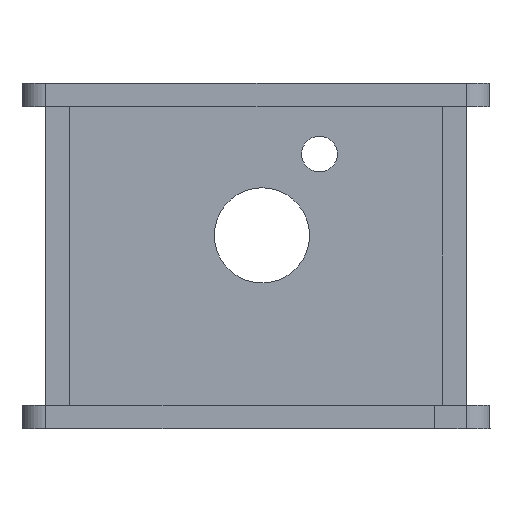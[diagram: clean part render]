
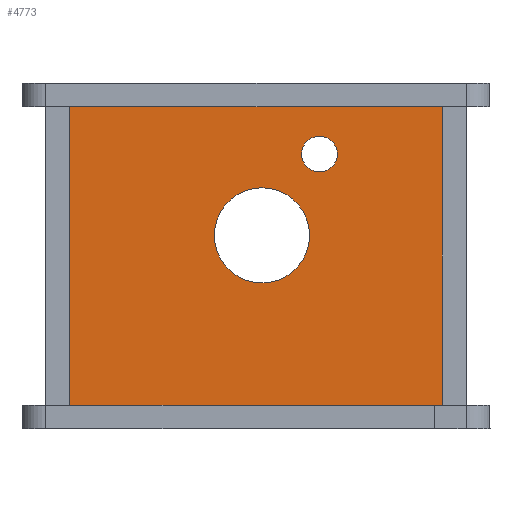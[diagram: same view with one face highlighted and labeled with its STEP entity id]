
A CAD part, left-side view. The second image highlights one B-rep face of the part: STEP entity #4773.
In plain terms, the highlighted planar face has unit normal (-1, 0, 0).
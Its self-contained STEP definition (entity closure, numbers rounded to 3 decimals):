
#55=FACE_BOUND('',#568,.T.);
#56=FACE_BOUND('',#569,.T.);
#118=PLANE('',#5088);
#325=FACE_OUTER_BOUND('',#567,.T.);
#567=EDGE_LOOP('',(#3365,#3366,#3367,#3368,#3369,#3370,#3371,#3372,#3373,
#3374,#3375,#3376,#3377,#3378,#3379,#3380,#3381,#3382,#3383,#3384,#3385,
#3386,#3387,#3388,#3389,#3390));
#568=EDGE_LOOP('',(#3391));
#569=EDGE_LOOP('',(#3392));
#867=LINE('',#6714,#1483);
#872=LINE('',#6732,#1488);
#875=LINE('',#6738,#1491);
#876=LINE('',#6741,#1492);
#877=LINE('',#6743,#1493);
#878=LINE('',#6745,#1494);
#879=LINE('',#6747,#1495);
#880=LINE('',#6749,#1496);
#881=LINE('',#6751,#1497);
#882=LINE('',#6753,#1498);
#883=LINE('',#6755,#1499);
#884=LINE('',#6757,#1500);
#885=LINE('',#6759,#1501);
#886=LINE('',#6761,#1502);
#887=LINE('',#6763,#1503);
#888=LINE('',#6765,#1504);
#889=LINE('',#6767,#1505);
#890=LINE('',#6769,#1506);
#891=LINE('',#6771,#1507);
#892=LINE('',#6773,#1508);
#893=LINE('',#6775,#1509);
#894=LINE('',#6777,#1510);
#895=LINE('',#6778,#1511);
#1483=VECTOR('',#5432,10.);
#1488=VECTOR('',#5451,10.);
#1491=VECTOR('',#5456,10.);
#1492=VECTOR('',#5459,10.);
#1493=VECTOR('',#5460,10.);
#1494=VECTOR('',#5461,10.);
#1495=VECTOR('',#5462,10.);
#1496=VECTOR('',#5463,10.);
#1497=VECTOR('',#5464,10.);
#1498=VECTOR('',#5465,10.);
#1499=VECTOR('',#5466,10.);
#1500=VECTOR('',#5467,10.);
#1501=VECTOR('',#5468,10.);
#1502=VECTOR('',#5469,10.);
#1503=VECTOR('',#5470,10.);
#1504=VECTOR('',#5471,10.);
#1505=VECTOR('',#5472,10.);
#1506=VECTOR('',#5473,10.);
#1507=VECTOR('',#5474,10.);
#1508=VECTOR('',#5475,10.);
#1509=VECTOR('',#5476,10.);
#1510=VECTOR('',#5477,10.);
#1511=VECTOR('',#5478,10.);
#2093=CIRCLE('',#5071,2.25);
#2096=CIRCLE('',#5075,6.);
#2098=CIRCLE('',#5078,0.25);
#2100=CIRCLE('',#5082,0.25);
#2102=CIRCLE('',#5085,0.25);
#2173=VERTEX_POINT('',#6689);
#2176=VERTEX_POINT('',#6697);
#2179=VERTEX_POINT('',#6704);
#2180=VERTEX_POINT('',#6706);
#2182=VERTEX_POINT('',#6712);
#2184=VERTEX_POINT('',#6718);
#2187=VERTEX_POINT('',#6725);
#2188=VERTEX_POINT('',#6727);
#2190=VERTEX_POINT('',#6736);
#2191=VERTEX_POINT('',#6740);
#2192=VERTEX_POINT('',#6742);
#2193=VERTEX_POINT('',#6744);
#2194=VERTEX_POINT('',#6746);
#2195=VERTEX_POINT('',#6748);
#2196=VERTEX_POINT('',#6750);
#2197=VERTEX_POINT('',#6752);
#2198=VERTEX_POINT('',#6754);
#2199=VERTEX_POINT('',#6756);
#2200=VERTEX_POINT('',#6758);
#2201=VERTEX_POINT('',#6760);
#2202=VERTEX_POINT('',#6762);
#2203=VERTEX_POINT('',#6764);
#2204=VERTEX_POINT('',#6766);
#2205=VERTEX_POINT('',#6768);
#2206=VERTEX_POINT('',#6770);
#2207=VERTEX_POINT('',#6772);
#2208=VERTEX_POINT('',#6774);
#2209=VERTEX_POINT('',#6776);
#2637=EDGE_CURVE('',#2173,#2173,#2093,.T.);
#2642=EDGE_CURVE('',#2176,#2176,#2096,.T.);
#2645=EDGE_CURVE('',#2180,#2179,#2098,.T.);
#2649=EDGE_CURVE('',#2179,#2182,#867,.T.);
#2652=EDGE_CURVE('',#2182,#2184,#2100,.T.);
#2655=EDGE_CURVE('',#2188,#2187,#2102,.T.);
#2658=EDGE_CURVE('',#2187,#2180,#872,.T.);
#2661=EDGE_CURVE('',#2184,#2190,#875,.T.);
#2662=EDGE_CURVE('',#2190,#2191,#876,.T.);
#2663=EDGE_CURVE('',#2192,#2191,#877,.T.);
#2664=EDGE_CURVE('',#2193,#2192,#878,.T.);
#2665=EDGE_CURVE('',#2193,#2194,#879,.T.);
#2666=EDGE_CURVE('',#2194,#2195,#880,.T.);
#2667=EDGE_CURVE('',#2195,#2196,#881,.T.);
#2668=EDGE_CURVE('',#2197,#2196,#882,.T.);
#2669=EDGE_CURVE('',#2198,#2197,#883,.T.);
#2670=EDGE_CURVE('',#2198,#2199,#884,.T.);
#2671=EDGE_CURVE('',#2199,#2200,#885,.T.);
#2672=EDGE_CURVE('',#2200,#2201,#886,.T.);
#2673=EDGE_CURVE('',#2202,#2201,#887,.T.);
#2674=EDGE_CURVE('',#2203,#2202,#888,.T.);
#2675=EDGE_CURVE('',#2203,#2204,#889,.T.);
#2676=EDGE_CURVE('',#2204,#2205,#890,.T.);
#2677=EDGE_CURVE('',#2205,#2206,#891,.T.);
#2678=EDGE_CURVE('',#2207,#2206,#892,.T.);
#2679=EDGE_CURVE('',#2208,#2207,#893,.T.);
#2680=EDGE_CURVE('',#2208,#2209,#894,.T.);
#2681=EDGE_CURVE('',#2209,#2188,#895,.T.);
#3365=ORIENTED_EDGE('',*,*,#2655,.T.);
#3366=ORIENTED_EDGE('',*,*,#2658,.T.);
#3367=ORIENTED_EDGE('',*,*,#2645,.T.);
#3368=ORIENTED_EDGE('',*,*,#2649,.T.);
#3369=ORIENTED_EDGE('',*,*,#2652,.T.);
#3370=ORIENTED_EDGE('',*,*,#2661,.T.);
#3371=ORIENTED_EDGE('',*,*,#2662,.T.);
#3372=ORIENTED_EDGE('',*,*,#2663,.F.);
#3373=ORIENTED_EDGE('',*,*,#2664,.F.);
#3374=ORIENTED_EDGE('',*,*,#2665,.T.);
#3375=ORIENTED_EDGE('',*,*,#2666,.T.);
#3376=ORIENTED_EDGE('',*,*,#2667,.T.);
#3377=ORIENTED_EDGE('',*,*,#2668,.F.);
#3378=ORIENTED_EDGE('',*,*,#2669,.F.);
#3379=ORIENTED_EDGE('',*,*,#2670,.T.);
#3380=ORIENTED_EDGE('',*,*,#2671,.T.);
#3381=ORIENTED_EDGE('',*,*,#2672,.T.);
#3382=ORIENTED_EDGE('',*,*,#2673,.F.);
#3383=ORIENTED_EDGE('',*,*,#2674,.F.);
#3384=ORIENTED_EDGE('',*,*,#2675,.T.);
#3385=ORIENTED_EDGE('',*,*,#2676,.T.);
#3386=ORIENTED_EDGE('',*,*,#2677,.T.);
#3387=ORIENTED_EDGE('',*,*,#2678,.F.);
#3388=ORIENTED_EDGE('',*,*,#2679,.F.);
#3389=ORIENTED_EDGE('',*,*,#2680,.T.);
#3390=ORIENTED_EDGE('',*,*,#2681,.T.);
#3391=ORIENTED_EDGE('',*,*,#2637,.T.);
#3392=ORIENTED_EDGE('',*,*,#2642,.T.);
#4773=ADVANCED_FACE('',(#325,#55,#56),#118,.T.);
#5071=AXIS2_PLACEMENT_3D('',#6690,#5408,#5409);
#5075=AXIS2_PLACEMENT_3D('',#6699,#5418,#5419);
#5078=AXIS2_PLACEMENT_3D('',#6707,#5425,#5426);
#5082=AXIS2_PLACEMENT_3D('',#6720,#5438,#5439);
#5085=AXIS2_PLACEMENT_3D('',#6728,#5445,#5446);
#5088=AXIS2_PLACEMENT_3D('',#6739,#5457,#5458);
#5408=DIRECTION('center_axis',(1.,0.,0.));
#5409=DIRECTION('ref_axis',(0.,-1.,0.));
#5418=DIRECTION('center_axis',(1.,0.,0.));
#5419=DIRECTION('ref_axis',(0.,0.,-1.));
#5425=DIRECTION('center_axis',(1.,0.,0.));
#5426=DIRECTION('ref_axis',(0.,-1.,0.));
#5432=DIRECTION('',(0.,0.,1.));
#5438=DIRECTION('center_axis',(-1.,0.,0.));
#5439=DIRECTION('ref_axis',(0.,0.,1.));
#5445=DIRECTION('center_axis',(-1.,0.,0.));
#5446=DIRECTION('ref_axis',(0.,1.,0.));
#5451=DIRECTION('',(0.,0.,-1.));
#5456=DIRECTION('',(0.,1.,0.));
#5457=DIRECTION('center_axis',(-1.,0.,0.));
#5458=DIRECTION('ref_axis',(0.,0.,1.));
#5459=DIRECTION('',(0.,0.,-1.));
#5460=DIRECTION('',(0.,-1.,0.));
#5461=DIRECTION('',(0.,0.,1.));
#5462=DIRECTION('',(0.,1.,0.));
#5463=DIRECTION('',(0.,0.,-1.));
#5464=DIRECTION('',(0.,-1.,0.));
#5465=DIRECTION('',(0.,0.,1.));
#5466=DIRECTION('',(0.,1.,0.));
#5467=DIRECTION('',(0.,0.,-1.));
#5468=DIRECTION('',(0.,-1.,0.));
#5469=DIRECTION('',(0.,0.,1.));
#5470=DIRECTION('',(0.,1.,0.));
#5471=DIRECTION('',(0.,0.,-1.));
#5472=DIRECTION('',(0.,-1.,0.));
#5473=DIRECTION('',(0.,0.,1.));
#5474=DIRECTION('',(0.,1.,0.));
#5475=DIRECTION('',(0.,0.,-1.));
#5476=DIRECTION('',(0.,-1.,0.));
#5477=DIRECTION('',(0.,0.,1.));
#5478=DIRECTION('',(0.,1.,0.));
#6689=CARTESIAN_POINT('',(62.,16.75,11.15));
#6690=CARTESIAN_POINT('Origin',(62.,14.5,11.15));
#6697=CARTESIAN_POINT('',(62.,21.75,6.9));
#6699=CARTESIAN_POINT('Origin',(62.,21.75,0.9));
#6704=CARTESIAN_POINT('',(62.,16.25,18.85));
#6706=CARTESIAN_POINT('',(62.,15.75,18.85));
#6707=CARTESIAN_POINT('Origin',(62.,16.,18.85));
#6712=CARTESIAN_POINT('',(62.,16.25,19.85));
#6714=CARTESIAN_POINT('',(62.,16.25,-0.075));
#6718=CARTESIAN_POINT('',(62.,16.5,20.1));
#6720=CARTESIAN_POINT('Origin',(62.,16.5,19.85));
#6725=CARTESIAN_POINT('',(62.,15.75,19.85));
#6727=CARTESIAN_POINT('',(62.,15.5,20.1));
#6728=CARTESIAN_POINT('Origin',(62.,15.5,19.85));
#6732=CARTESIAN_POINT('',(62.,15.75,-0.575));
#6736=CARTESIAN_POINT('',(62.,30.75,20.1));
#6738=CARTESIAN_POINT('',(62.,21.75,20.1));
#6739=CARTESIAN_POINT('Origin',(62.,46.,-20.));
#6740=CARTESIAN_POINT('',(62.,30.75,17.1));
#6741=CARTESIAN_POINT('',(62.,30.75,20.1));
#6742=CARTESIAN_POINT('',(62.,46.,17.1));
#6743=CARTESIAN_POINT('',(62.,46.,17.1));
#6744=CARTESIAN_POINT('',(62.,46.,7.3));
#6745=CARTESIAN_POINT('',(62.,46.,16.6));
#6746=CARTESIAN_POINT('',(62.,49.,7.3));
#6747=CARTESIAN_POINT('',(62.,-1.,7.3));
#6748=CARTESIAN_POINT('',(62.,49.,-10.7));
#6749=CARTESIAN_POINT('',(62.,49.,7.3));
#6750=CARTESIAN_POINT('',(62.,46.,-10.7));
#6751=CARTESIAN_POINT('',(62.,49.,-10.7));
#6752=CARTESIAN_POINT('',(62.,46.,-20.5));
#6753=CARTESIAN_POINT('',(62.,46.,16.6));
#6754=CARTESIAN_POINT('',(62.,30.75,-20.5));
#6755=CARTESIAN_POINT('',(62.,46.,-20.5));
#6756=CARTESIAN_POINT('',(62.,30.75,-23.5));
#6757=CARTESIAN_POINT('',(62.,30.75,-23.5));
#6758=CARTESIAN_POINT('',(62.,12.75,-23.5));
#6759=CARTESIAN_POINT('',(62.,21.75,-23.5));
#6760=CARTESIAN_POINT('',(62.,12.75,-20.5));
#6761=CARTESIAN_POINT('',(62.,12.75,-23.5));
#6762=CARTESIAN_POINT('',(62.,-1.,-20.5));
#6763=CARTESIAN_POINT('',(62.,46.,-20.5));
#6764=CARTESIAN_POINT('',(62.,-1.,-10.7));
#6765=CARTESIAN_POINT('',(62.,-1.,-20.));
#6766=CARTESIAN_POINT('',(62.,-4.,-10.7));
#6767=CARTESIAN_POINT('',(62.,-1.,-10.7));
#6768=CARTESIAN_POINT('',(62.,-4.,7.3));
#6769=CARTESIAN_POINT('',(62.,-4.,-10.7));
#6770=CARTESIAN_POINT('',(62.,-1.,7.3));
#6771=CARTESIAN_POINT('',(62.,-4.,7.3));
#6772=CARTESIAN_POINT('',(62.,-1.,17.1));
#6773=CARTESIAN_POINT('',(62.,-1.,-20.));
#6774=CARTESIAN_POINT('',(62.,12.75,17.1));
#6775=CARTESIAN_POINT('',(62.,46.,17.1));
#6776=CARTESIAN_POINT('',(62.,12.75,20.1));
#6777=CARTESIAN_POINT('',(62.,12.75,20.1));
#6778=CARTESIAN_POINT('',(62.,21.75,20.1));
